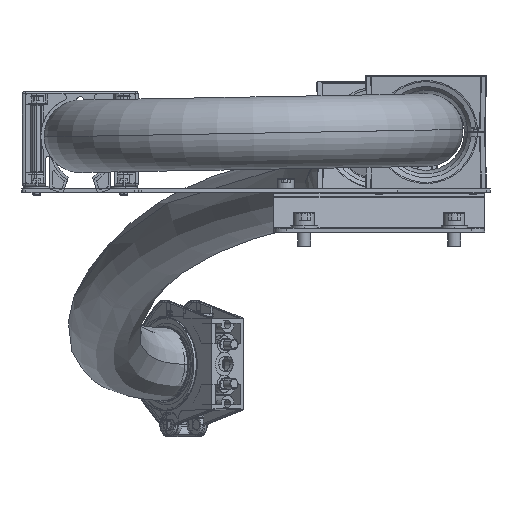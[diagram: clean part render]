
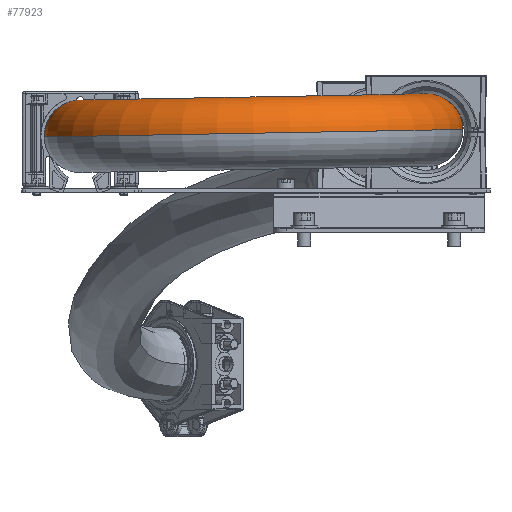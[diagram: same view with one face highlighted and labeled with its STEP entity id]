
A CAD part, left-side view. The second image highlights one B-rep face of the part: STEP entity #77923.
In plain terms, the highlighted toroidal (fillet/blend) face has major radius 131.371 mm and minor radius 27.5 mm.
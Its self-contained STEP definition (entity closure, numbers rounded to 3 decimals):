
#1570 = DIRECTION ( 'NONE',  ( 0., 0.819, -0.573 ) ) ;
#5326 = ORIENTED_EDGE ( 'NONE', *, *, #12049, .F. ) ;
#5866 = CARTESIAN_POINT ( 'NONE',  ( -128.039, 199.204, 1983.292 ) ) ;
#7702 = VERTEX_POINT ( 'NONE', #25989 ) ;
#10613 = EDGE_CURVE ( 'NONE', #60968, #7702, #97100, .T. ) ;
#10997 = CARTESIAN_POINT ( 'NONE',  ( -128.039, 254.196, 1982.308 ) ) ;
#12049 = EDGE_CURVE ( 'NONE', #98258, #111083, #47499, .T. ) ;
#13403 = FACE_OUTER_BOUND ( 'NONE', #108380, .T. ) ;
#14326 = DIRECTION ( 'NONE',  ( -1., 0., 0. ) ) ;
#17600 = CARTESIAN_POINT ( 'NONE',  ( -128.039, 95.35, 1985.15 ) ) ;
#24516 = ORIENTED_EDGE ( 'NONE', *, *, #92912, .F. ) ;
#24985 = CARTESIAN_POINT ( 'NONE',  ( -128.039, -36., 1987.5 ) ) ;
#25133 = AXIS2_PLACEMENT_3D ( 'NONE', #91846, #63976, #64570 ) ;
#25989 = CARTESIAN_POINT ( 'NONE',  ( -128.039, -36., 2015. ) ) ;
#27799 = EDGE_CURVE ( 'NONE', #7702, #87247, #83898, .T. ) ;
#28236 = CARTESIAN_POINT ( 'NONE',  ( -128.039, 226.7, 2010.3 ) ) ;
#30456 = AXIS2_PLACEMENT_3D ( 'NONE', #33639, #106004, #90542 ) ;
#30956 = AXIS2_PLACEMENT_3D ( 'NONE', #17600, #37722, #36566 ) ;
#31121 = AXIS2_PLACEMENT_3D ( 'NONE', #94651, #41273, #111854 ) ;
#32717 = EDGE_CURVE ( 'NONE', #111083, #74016, #48390, .T. ) ;
#33639 = CARTESIAN_POINT ( 'NONE',  ( -128.039, 226.7, 1982.8 ) ) ;
#33888 = DIRECTION ( 'NONE',  ( 0., -0.839, -0.543 ) ) ;
#36566 = DIRECTION ( 'NONE',  ( 0., -1., 0.018 ) ) ;
#37722 = DIRECTION ( 'NONE',  ( 0., 0.018, 1. ) ) ;
#37779 = DIRECTION ( 'NONE',  ( 1., 0., 0. ) ) ;
#38126 = EDGE_CURVE ( 'NONE', #98258, #60968, #77317, .T. ) ;
#41273 = DIRECTION ( 'NONE',  ( 0., 0.018, 1. ) ) ;
#47499 = CIRCLE ( 'NONE', #30456, 27.5 ) ;
#48390 = CIRCLE ( 'NONE', #86278, 27.5 ) ;
#55241 = ORIENTED_EDGE ( 'NONE', *, *, #10613, .T. ) ;
#57629 = AXIS2_PLACEMENT_3D ( 'NONE', #24985, #14326, #33888 ) ;
#60968 = VERTEX_POINT ( 'NONE', #82061 ) ;
#63976 = DIRECTION ( 'NONE',  ( -1., 0., 0. ) ) ;
#64570 = DIRECTION ( 'NONE',  ( 0., -0.839, -0.543 ) ) ;
#66023 = CARTESIAN_POINT ( 'NONE',  ( -128.039, 95.35, 1985.15 ) ) ;
#71661 = ORIENTED_EDGE ( 'NONE', *, *, #32717, .F. ) ;
#74016 = VERTEX_POINT ( 'NONE', #5866 ) ;
#77317 = CIRCLE ( 'NONE', #79190, 158.871 ) ;
#77611 = CARTESIAN_POINT ( 'NONE',  ( -128.039, -8.504, 1987.008 ) ) ;
#77923 = ADVANCED_FACE ( 'NONE', ( #13403 ), #93603, .T. ) ;
#79190 = AXIS2_PLACEMENT_3D ( 'NONE', #66023, #102212, #93291 ) ;
#82061 = CARTESIAN_POINT ( 'NONE',  ( -128.039, -63.496, 1987.992 ) ) ;
#82848 = CARTESIAN_POINT ( 'NONE',  ( -128.039, 226.7, 1982.8 ) ) ;
#83898 = CIRCLE ( 'NONE', #57629, 27.5 ) ;
#86278 = AXIS2_PLACEMENT_3D ( 'NONE', #82848, #37779, #1570 ) ;
#87247 = VERTEX_POINT ( 'NONE', #77611 ) ;
#90542 = DIRECTION ( 'NONE',  ( 0., 0.819, -0.573 ) ) ;
#91846 = CARTESIAN_POINT ( 'NONE',  ( -128.039, -36., 1987.5 ) ) ;
#92912 = EDGE_CURVE ( 'NONE', #74016, #87247, #93446, .T. ) ;
#93291 = DIRECTION ( 'NONE',  ( 0., -1., 0.018 ) ) ;
#93446 = CIRCLE ( 'NONE', #30956, 103.871 ) ;
#93603 = TOROIDAL_SURFACE ( 'NONE', #31121, 131.371, 27.5 ) ;
#94651 = CARTESIAN_POINT ( 'NONE',  ( -128.039, 95.35, 1985.15 ) ) ;
#97100 = CIRCLE ( 'NONE', #25133, 27.5 ) ;
#98258 = VERTEX_POINT ( 'NONE', #10997 ) ;
#102212 = DIRECTION ( 'NONE',  ( 0., 0.018, 1. ) ) ;
#106004 = DIRECTION ( 'NONE',  ( 1., 0., 0. ) ) ;
#108380 = EDGE_LOOP ( 'NONE', ( #5326, #116726, #55241, #110249, #24516, #71661 ) ) ;
#110249 = ORIENTED_EDGE ( 'NONE', *, *, #27799, .T. ) ;
#111083 = VERTEX_POINT ( 'NONE', #28236 ) ;
#111854 = DIRECTION ( 'NONE',  ( 0., -1., 0.018 ) ) ;
#116726 = ORIENTED_EDGE ( 'NONE', *, *, #38126, .T. ) ;
